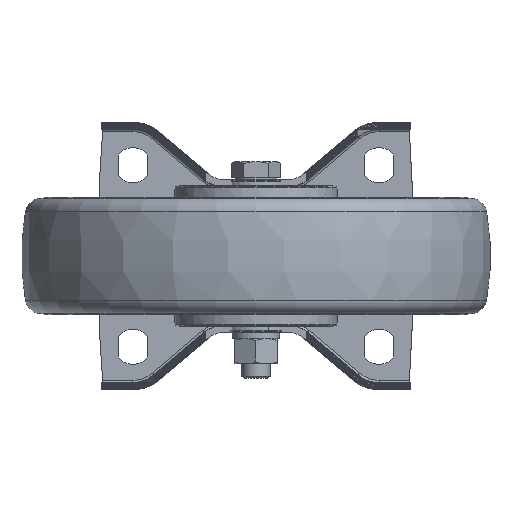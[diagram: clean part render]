
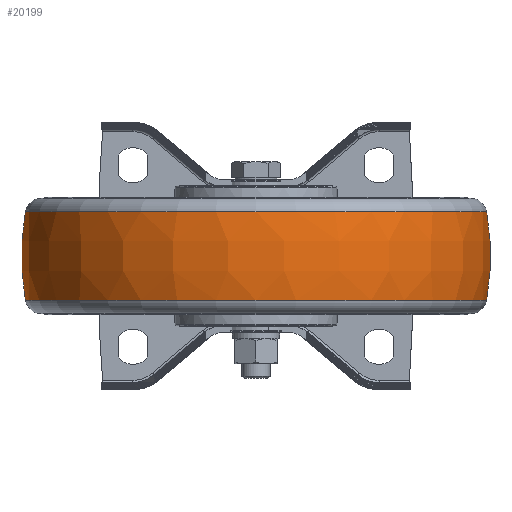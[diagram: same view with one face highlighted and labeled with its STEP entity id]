
A CAD part, front view. The second image highlights one B-rep face of the part: STEP entity #20199.
In plain terms, the highlighted toroidal (fillet/blend) face has major radius 10 mm and minor radius 110 mm.
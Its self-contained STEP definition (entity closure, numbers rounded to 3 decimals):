
#1117 = DIRECTION ( 'NONE',  ( -1., 0., 0. ) ) ;
#3311 = VERTEX_POINT ( 'NONE', #33152 ) ;
#6517 = CIRCLE ( 'NONE', #53546, 110. ) ;
#7279 = CARTESIAN_POINT ( 'NONE',  ( 0., -143., 18.854 ) ) ;
#7284 = VERTEX_POINT ( 'NONE', #53282 ) ;
#10081 = CIRCLE ( 'NONE', #19808, 98.372 ) ;
#10430 = AXIS2_PLACEMENT_3D ( 'NONE', #30493, #53449, #26384 ) ;
#18641 = EDGE_CURVE ( 'NONE', #22490, #7284, #6517, .T. ) ;
#19808 = AXIS2_PLACEMENT_3D ( 'NONE', #7279, #25495, #57038 ) ;
#20199 = ADVANCED_FACE ( 'NONE', ( #46663 ), #32014, .T. ) ;
#21044 = CIRCLE ( 'NONE', #10430, 110. ) ;
#22490 = VERTEX_POINT ( 'NONE', #37909 ) ;
#23633 = DIRECTION ( 'NONE',  ( 0., 0., -1. ) ) ;
#23910 = EDGE_CURVE ( 'NONE', #7284, #3311, #41193, .T. ) ;
#25434 = ORIENTED_EDGE ( 'NONE', *, *, #35215, .T. ) ;
#25495 = DIRECTION ( 'NONE',  ( 0., 0., -1. ) ) ;
#26384 = DIRECTION ( 'NONE',  ( 1., 0., 0. ) ) ;
#26644 = VERTEX_POINT ( 'NONE', #31087 ) ;
#30493 = CARTESIAN_POINT ( 'NONE',  ( 10., -143., 0. ) ) ;
#31087 = CARTESIAN_POINT ( 'NONE',  ( -98.372, -143., 18.854 ) ) ;
#32014 = TOROIDAL_SURFACE ( 'NONE', #47765, -10., 110. ) ;
#32272 = DIRECTION ( 'NONE',  ( -1., 0., 0. ) ) ;
#33152 = CARTESIAN_POINT ( 'NONE',  ( -98.372, -143., -18.854 ) ) ;
#33309 = DIRECTION ( 'NONE',  ( -1., 0., 0. ) ) ;
#35215 = EDGE_CURVE ( 'NONE', #26644, #3311, #21044, .T. ) ;
#37651 = DIRECTION ( 'NONE',  ( 0., 0., -1. ) ) ;
#37909 = CARTESIAN_POINT ( 'NONE',  ( 98.372, -143., 18.854 ) ) ;
#39738 = ORIENTED_EDGE ( 'NONE', *, *, #18641, .F. ) ;
#40244 = ORIENTED_EDGE ( 'NONE', *, *, #23910, .F. ) ;
#40398 = EDGE_CURVE ( 'NONE', #22490, #26644, #10081, .T. ) ;
#41193 = CIRCLE ( 'NONE', #51795, 98.372 ) ;
#42129 = CARTESIAN_POINT ( 'NONE',  ( 0., -143., -18.854 ) ) ;
#44156 = EDGE_LOOP ( 'NONE', ( #39738, #44235, #25434, #40244 ) ) ;
#44235 = ORIENTED_EDGE ( 'NONE', *, *, #40398, .T. ) ;
#44755 = CARTESIAN_POINT ( 'NONE',  ( -10., -143., 0. ) ) ;
#45331 = DIRECTION ( 'NONE',  ( 0., 1., 0. ) ) ;
#46663 = FACE_OUTER_BOUND ( 'NONE', #44156, .T. ) ;
#47765 = AXIS2_PLACEMENT_3D ( 'NONE', #54066, #23633, #1117 ) ;
#51795 = AXIS2_PLACEMENT_3D ( 'NONE', #42129, #37651, #33309 ) ;
#53282 = CARTESIAN_POINT ( 'NONE',  ( 98.372, -143., -18.854 ) ) ;
#53449 = DIRECTION ( 'NONE',  ( 0., -1., 0. ) ) ;
#53546 = AXIS2_PLACEMENT_3D ( 'NONE', #44755, #45331, #32272 ) ;
#54066 = CARTESIAN_POINT ( 'NONE',  ( 0., -143., 0. ) ) ;
#57038 = DIRECTION ( 'NONE',  ( -1., 0., 0. ) ) ;
